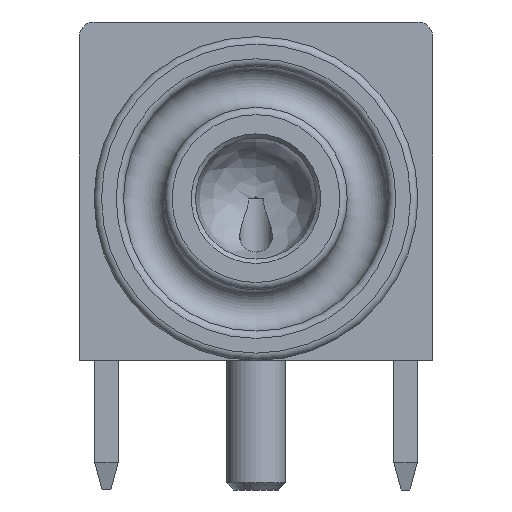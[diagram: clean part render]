
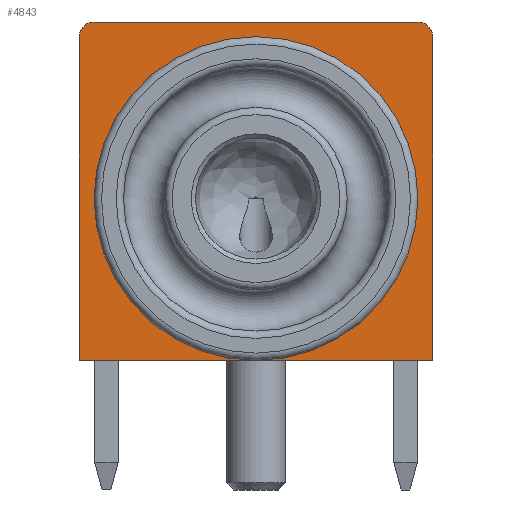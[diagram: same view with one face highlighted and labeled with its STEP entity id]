
A CAD part, front view. The second image highlights one B-rep face of the part: STEP entity #4843.
In plain terms, the highlighted planar face has unit normal (0, -1, 0).
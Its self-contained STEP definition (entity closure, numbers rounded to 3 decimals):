
#224=PLANE('',#5173);
#578=FACE_OUTER_BOUND('',#853,.T.);
#853=EDGE_LOOP('',(#4287,#4288,#4289,#4290,#4291,#4292,#4293,#4294,#4295));
#1278=LINE('',#8071,#1761);
#1311=LINE('',#8245,#1794);
#1312=LINE('',#8247,#1795);
#1332=LINE('',#8310,#1815);
#1337=LINE('',#8359,#1820);
#1761=VECTOR('',#5986,10.);
#1794=VECTOR('',#6125,10.);
#1795=VECTOR('',#6126,10.);
#1815=VECTOR('',#6206,10.);
#1820=VECTOR('',#6271,10.);
#1850=CIRCLE('',#5056,0.5);
#1856=CIRCLE('',#5065,0.5);
#1912=CIRCLE('',#5169,5.5);
#1913=CIRCLE('',#5170,5.5);
#2265=VERTEX_POINT('',#8055);
#2266=VERTEX_POINT('',#8056);
#2271=VERTEX_POINT('',#8070);
#2281=VERTEX_POINT('',#8092);
#2310=VERTEX_POINT('',#8242);
#2311=VERTEX_POINT('',#8244);
#2312=VERTEX_POINT('',#8246);
#2339=VERTEX_POINT('',#8352);
#2865=EDGE_CURVE('',#2265,#2266,#1850,.T.);
#2872=EDGE_CURVE('',#2266,#2271,#1278,.T.);
#2883=EDGE_CURVE('',#2271,#2281,#1856,.T.);
#2936=EDGE_CURVE('',#2310,#2311,#1311,.T.);
#2937=EDGE_CURVE('',#2311,#2312,#1312,.T.);
#2969=EDGE_CURVE('',#2310,#2281,#1332,.T.);
#2990=EDGE_CURVE('',#2311,#2339,#1912,.T.);
#2991=EDGE_CURVE('',#2339,#2311,#1913,.T.);
#2993=EDGE_CURVE('',#2265,#2312,#1337,.T.);
#4287=ORIENTED_EDGE('',*,*,#2865,.F.);
#4288=ORIENTED_EDGE('',*,*,#2993,.T.);
#4289=ORIENTED_EDGE('',*,*,#2937,.F.);
#4290=ORIENTED_EDGE('',*,*,#2990,.T.);
#4291=ORIENTED_EDGE('',*,*,#2991,.T.);
#4292=ORIENTED_EDGE('',*,*,#2936,.F.);
#4293=ORIENTED_EDGE('',*,*,#2969,.T.);
#4294=ORIENTED_EDGE('',*,*,#2883,.F.);
#4295=ORIENTED_EDGE('',*,*,#2872,.F.);
#4843=ADVANCED_FACE('',(#578),#224,.T.);
#5056=AXIS2_PLACEMENT_3D('',#8057,#5972,#5973);
#5065=AXIS2_PLACEMENT_3D('',#8093,#6002,#6003);
#5169=AXIS2_PLACEMENT_3D('',#8354,#6261,#6262);
#5170=AXIS2_PLACEMENT_3D('',#8355,#6263,#6264);
#5173=AXIS2_PLACEMENT_3D('',#8358,#6269,#6270);
#5972=DIRECTION('center_axis',(0.,1.,0.));
#5973=DIRECTION('ref_axis',(-0.707,0.,0.707));
#5986=DIRECTION('',(1.,0.,0.));
#6002=DIRECTION('center_axis',(0.,1.,0.));
#6003=DIRECTION('ref_axis',(0.707,0.,0.707));
#6125=DIRECTION('',(-1.,0.,0.));
#6126=DIRECTION('',(-1.,0.,0.));
#6206=DIRECTION('',(0.,0.,1.));
#6261=DIRECTION('center_axis',(0.,1.,0.));
#6262=DIRECTION('ref_axis',(1.,0.,0.));
#6263=DIRECTION('center_axis',(0.,1.,0.));
#6264=DIRECTION('ref_axis',(1.,0.,0.));
#6269=DIRECTION('center_axis',(0.,-1.,0.));
#6270=DIRECTION('ref_axis',(0.,0.,
-1.));
#6271=DIRECTION('',(0.,0.,-1.));
#8055=CARTESIAN_POINT('',(-6.,0.,5.5));
#8056=CARTESIAN_POINT('',(-5.5,0.,6.));
#8057=CARTESIAN_POINT('Origin',(-5.5,0.,
5.5));
#8070=CARTESIAN_POINT('',(5.5,0.,6.));
#8071=CARTESIAN_POINT('',(0.,0.,6.));
#8092=CARTESIAN_POINT('',(6.,0.,5.5));
#8093=CARTESIAN_POINT('Origin',(5.5,0.,
5.5));
#8242=CARTESIAN_POINT('',(6.,0.,-5.5));
#8244=CARTESIAN_POINT('',(0.,0.,-5.5));
#8245=CARTESIAN_POINT('',(0.,0.,-5.5));
#8246=CARTESIAN_POINT('',(-6.,0.,-5.5));
#8247=CARTESIAN_POINT('',(0.,0.,-5.5));
#8310=CARTESIAN_POINT('',(6.,0.,6.));
#8352=CARTESIAN_POINT('',(-5.5,0.,0.));
#8354=CARTESIAN_POINT('Origin',(0.,0.,
0.));
#8355=CARTESIAN_POINT('Origin',(0.,0.,
0.));
#8358=CARTESIAN_POINT('Origin',(0.,0.,
-5.5));
#8359=CARTESIAN_POINT('',(-6.,0.,6.));
